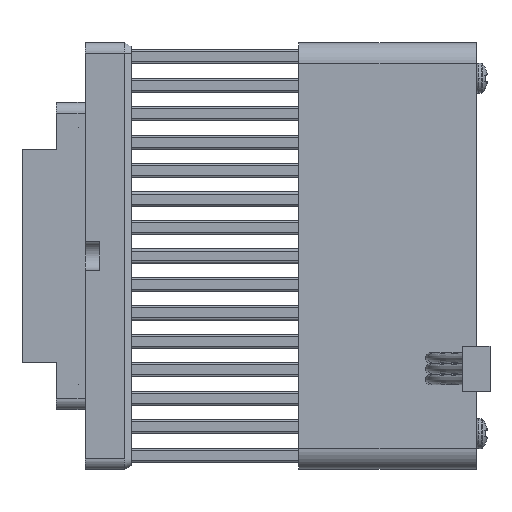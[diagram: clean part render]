
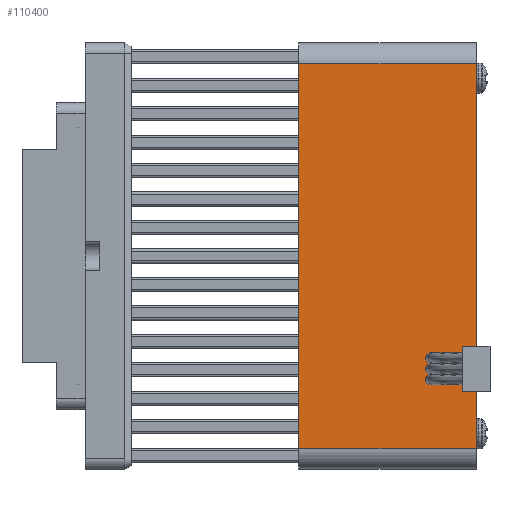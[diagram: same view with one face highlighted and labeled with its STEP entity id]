
A CAD part, left-side view. The second image highlights one B-rep face of the part: STEP entity #110400.
In plain terms, the highlighted planar face has unit normal (-1, 0, 0).
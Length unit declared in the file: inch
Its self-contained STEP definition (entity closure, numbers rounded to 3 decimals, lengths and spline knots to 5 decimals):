
#8091 = DIRECTION ( 'NONE',  ( 0., 0., 1. ) ) ;
#8328 = CARTESIAN_POINT ( 'NONE',  ( -1.1811, -1.91219, -0.56485 ) ) ;
#8497 = ORIENTED_EDGE ( 'NONE', *, *, #32939, .T. ) ;
#9440 = AXIS2_PLACEMENT_3D ( 'NONE', #56057, #9561, #115924 ) ;
#9561 = DIRECTION ( 'NONE',  ( -1., 0., 0. ) ) ;
#11707 = DIRECTION ( 'NONE',  ( 0., 1., 0. ) ) ;
#12021 = DIRECTION ( 'NONE',  ( -1., 0., 0. ) ) ;
#12513 = CARTESIAN_POINT ( 'NONE',  ( -1.1811, -1.1811, 1.06299 ) ) ;
#12815 = VECTOR ( 'NONE', #139804, 39.37008 ) ;
#13485 = ORIENTED_EDGE ( 'NONE', *, *, #138142, .F. ) ;
#14565 = FACE_BOUND ( 'NONE', #140036, .T. ) ;
#16873 = DIRECTION ( 'NONE',  ( 1., 0., 0. ) ) ;
#18832 = AXIS2_PLACEMENT_3D ( 'NONE', #8328, #20968, #68958 ) ;
#19004 = DIRECTION ( 'NONE',  ( -1., 0., 0. ) ) ;
#20457 = CARTESIAN_POINT ( 'NONE',  ( -1.1811, -1.91219, -0.5961 ) ) ;
#20968 = DIRECTION ( 'NONE',  ( -1., 0., 0. ) ) ;
#22410 = EDGE_CURVE ( 'NONE', #78146, #52754, #71627, .T. ) ;
#23324 = CARTESIAN_POINT ( 'NONE',  ( -1.1811, -2.16535, 1.1811 ) ) ;
#23537 = CIRCLE ( 'NONE', #131507, 0.02875 ) ;
#24332 = LINE ( 'NONE', #12513, #52979 ) ;
#24815 = EDGE_CURVE ( 'NONE', #70789, #147688, #53186, .T. ) ;
#24966 = VERTEX_POINT ( 'NONE', #124263 ) ;
#30020 = CARTESIAN_POINT ( 'NONE',  ( -1.1811, -1.91219, -0.6561 ) ) ;
#30457 = EDGE_CURVE ( 'NONE', #90121, #45589, #69818, .T. ) ;
#32939 = EDGE_CURVE ( 'NONE', #61053, #24966, #24332, .T. ) ;
#36487 = VERTEX_POINT ( 'NONE', #151615 ) ;
#42267 = LINE ( 'NONE', #78466, #12815 ) ;
#45270 = AXIS2_PLACEMENT_3D ( 'NONE', #66839, #79486, #127548 ) ;
#45589 = VERTEX_POINT ( 'NONE', #30020 ) ;
#47053 = ORIENTED_EDGE ( 'NONE', *, *, #81575, .F. ) ;
#50782 = FACE_BOUND ( 'NONE', #71986, .T. ) ;
#52754 = VERTEX_POINT ( 'NONE', #143386 ) ;
#52979 = VECTOR ( 'NONE', #11707, 39.37008 ) ;
#53186 = CIRCLE ( 'NONE', #45270, 0.02875 ) ;
#56057 = CARTESIAN_POINT ( 'NONE',  ( -1.1811, -1.91219, -0.68485 ) ) ;
#56115 = DIRECTION ( 'NONE',  ( 0., -1., 0. ) ) ;
#61053 = VERTEX_POINT ( 'NONE', #113080 ) ;
#61722 = AXIS2_PLACEMENT_3D ( 'NONE', #91566, #16873, #8091 ) ;
#62558 = FACE_BOUND ( 'NONE', #117025, .T. ) ;
#62884 = ORIENTED_EDGE ( 'NONE', *, *, #63698, .F. ) ;
#63190 = ORIENTED_EDGE ( 'NONE', *, *, #30457, .F. ) ;
#63698 = EDGE_CURVE ( 'NONE', #147688, #70789, #132471, .T. ) ;
#65399 = DIRECTION ( 'NONE',  ( 0., 0., -1. ) ) ;
#66839 = CARTESIAN_POINT ( 'NONE',  ( -1.1811, -1.91219, -0.62485 ) ) ;
#68958 = DIRECTION ( 'NONE',  ( 0., 0., -1. ) ) ;
#69818 = CIRCLE ( 'NONE', #9440, 0.02875 ) ;
#70789 = VERTEX_POINT ( 'NONE', #20457 ) ;
#71627 = CIRCLE ( 'NONE', #18832, 0.02875 ) ;
#71986 = EDGE_LOOP ( 'NONE', ( #74461, #97007 ) ) ;
#72562 = DIRECTION ( 'NONE',  ( 0., 0., -1. ) ) ;
#74461 = ORIENTED_EDGE ( 'NONE', *, *, #96037, .F. ) ;
#78146 = VERTEX_POINT ( 'NONE', #119757 ) ;
#78466 = CARTESIAN_POINT ( 'NONE',  ( -1.1811, -1.1811, 1.1811 ) ) ;
#79486 = DIRECTION ( 'NONE',  ( -1., 0., 0. ) ) ;
#80579 = CARTESIAN_POINT ( 'NONE',  ( -1.1811, -1.91219, -0.6536 ) ) ;
#81575 = EDGE_CURVE ( 'NONE', #61053, #36487, #94160, .T. ) ;
#82819 = VERTEX_POINT ( 'NONE', #98128 ) ;
#88493 = AXIS2_PLACEMENT_3D ( 'NONE', #154401, #132383, #72562 ) ;
#90121 = VERTEX_POINT ( 'NONE', #119365 ) ;
#90553 = ORIENTED_EDGE ( 'NONE', *, *, #134227, .T. ) ;
#91566 = CARTESIAN_POINT ( 'NONE',  ( -1.1811, -2.16535, 1.1811 ) ) ;
#92384 = EDGE_LOOP ( 'NONE', ( #47053, #8497, #154979, #90553 ) ) ;
#94160 = LINE ( 'NONE', #23324, #133521 ) ;
#96037 = EDGE_CURVE ( 'NONE', #52754, #78146, #23537, .T. ) ;
#97007 = ORIENTED_EDGE ( 'NONE', *, *, #22410, .F. ) ;
#98128 = CARTESIAN_POINT ( 'NONE',  ( -1.1811, -1.1811, -1.06299 ) ) ;
#101909 = ORIENTED_EDGE ( 'NONE', *, *, #24815, .F. ) ;
#110400 = ADVANCED_FACE ( 'NONE', ( #122408, #14565, #62558, #50782 ), #123978, .F. ) ;
#113080 = CARTESIAN_POINT ( 'NONE',  ( -1.1811, -2.16535, 1.06299 ) ) ;
#114999 = AXIS2_PLACEMENT_3D ( 'NONE', #150436, #19004, #65399 ) ;
#115916 = DIRECTION ( 'NONE',  ( 0., 0., -1. ) ) ;
#115924 = DIRECTION ( 'NONE',  ( 0., 0., -1. ) ) ;
#115983 = LINE ( 'NONE', #142692, #145259 ) ;
#117025 = EDGE_LOOP ( 'NONE', ( #101909, #62884 ) ) ;
#119365 = CARTESIAN_POINT ( 'NONE',  ( -1.1811, -1.91219, -0.7136 ) ) ;
#119757 = CARTESIAN_POINT ( 'NONE',  ( -1.1811, -1.91219, -0.5936 ) ) ;
#119914 = CARTESIAN_POINT ( 'NONE',  ( -1.1811, -1.91219, -0.56485 ) ) ;
#122408 = FACE_OUTER_BOUND ( 'NONE', #92384, .T. ) ;
#123978 = PLANE ( 'NONE',  #61722 ) ;
#124263 = CARTESIAN_POINT ( 'NONE',  ( -1.1811, -1.1811, 1.06299 ) ) ;
#127548 = DIRECTION ( 'NONE',  ( 0., 0., -1. ) ) ;
#131507 = AXIS2_PLACEMENT_3D ( 'NONE', #119914, #12021, #115916 ) ;
#132383 = DIRECTION ( 'NONE',  ( -1., 0., 0. ) ) ;
#132471 = CIRCLE ( 'NONE', #114999, 0.02875 ) ;
#133521 = VECTOR ( 'NONE', #154737, 39.37008 ) ;
#134227 = EDGE_CURVE ( 'NONE', #82819, #36487, #115983, .T. ) ;
#136044 = EDGE_CURVE ( 'NONE', #24966, #82819, #42267, .T. ) ;
#138142 = EDGE_CURVE ( 'NONE', #45589, #90121, #151410, .T. ) ;
#139804 = DIRECTION ( 'NONE',  ( 0., 0., -1. ) ) ;
#140036 = EDGE_LOOP ( 'NONE', ( #13485, #63190 ) ) ;
#142692 = CARTESIAN_POINT ( 'NONE',  ( -1.1811, -2.16535, -1.06299 ) ) ;
#143386 = CARTESIAN_POINT ( 'NONE',  ( -1.1811, -1.91219, -0.5361 ) ) ;
#145259 = VECTOR ( 'NONE', #56115, 39.37008 ) ;
#147688 = VERTEX_POINT ( 'NONE', #80579 ) ;
#150436 = CARTESIAN_POINT ( 'NONE',  ( -1.1811, -1.91219, -0.62485 ) ) ;
#151410 = CIRCLE ( 'NONE', #88493, 0.02875 ) ;
#151615 = CARTESIAN_POINT ( 'NONE',  ( -1.1811, -2.16535, -1.06299 ) ) ;
#154401 = CARTESIAN_POINT ( 'NONE',  ( -1.1811, -1.91219, -0.68485 ) ) ;
#154737 = DIRECTION ( 'NONE',  ( 0., 0., -1. ) ) ;
#154979 = ORIENTED_EDGE ( 'NONE', *, *, #136044, .T. ) ;
